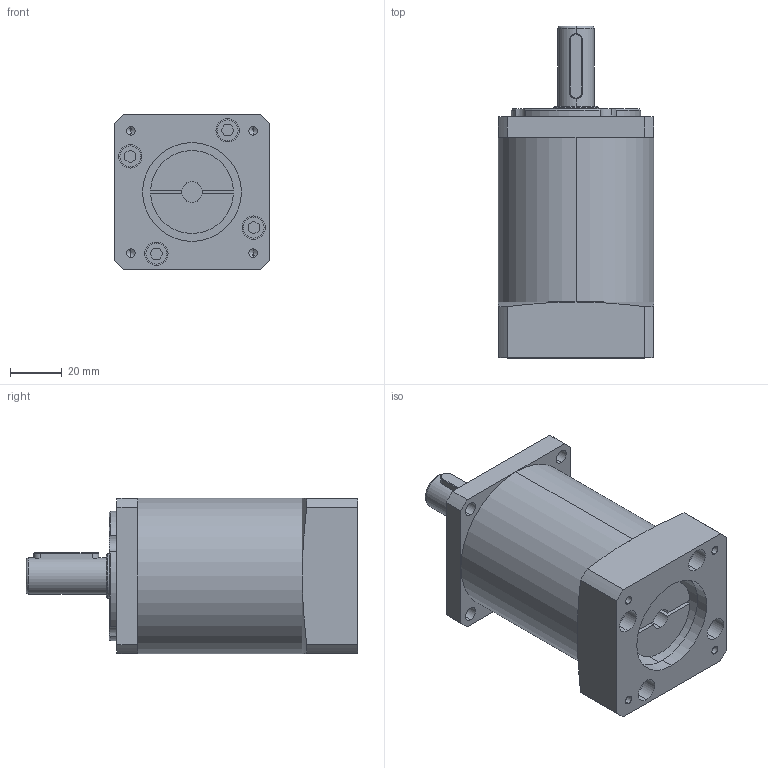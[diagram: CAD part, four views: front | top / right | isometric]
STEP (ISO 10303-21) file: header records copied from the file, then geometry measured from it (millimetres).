
FILE_DESCRIPTION (( 'STEP AP203' ), '1' );
FILE_NAME ('GPF060-L2-(8-38.1-□47.17-M4).STEP', '2022-05-06T00:48:48', ( '微软用户' ), ( '微软中国' ), 'SwSTEP 2.0', 'SolidWorks 2018', '' );
FILE_SCHEMA (( 'CONFIG_CONTROL_DESIGN' ));
Length unit declared in the file: millimetre
Products named in the file (1): GPF060-L2-(8-38.1-¡õ47.17-M4)
Bounding box: 60 x 128 x 60 mm (x, y, z)
Volume: 269179.4 mm3; surface area: 41203.7 mm2
Topology: 1 solids, 1 shells, 209 faces, 509 edges, 325 vertices
Faces by surface type: plane 104, cylinder 80, cone 23, torus 2
Entity records: 6295 total; most frequent: CARTESIAN_POINT 1190, DIRECTION 1090, ORIENTED_EDGE 1002, EDGE_CURVE 501, AXIS2_PLACEMENT_3D 399, VERTEX_POINT 325, LINE 292, VECTOR 292
